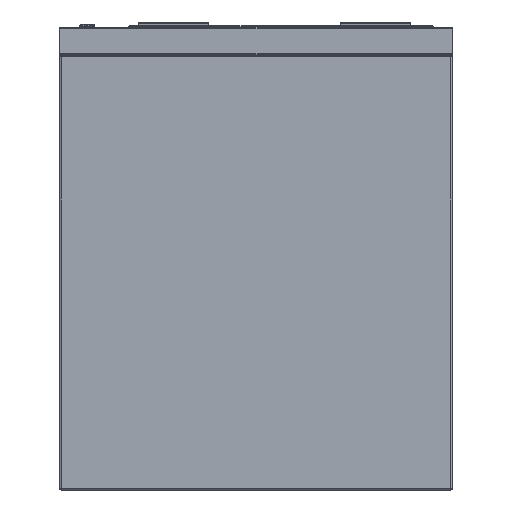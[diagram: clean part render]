
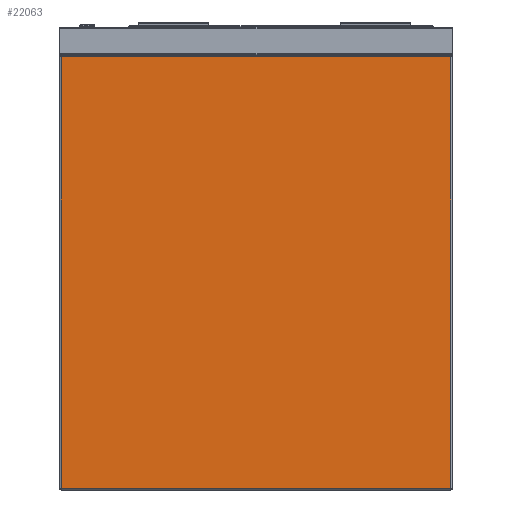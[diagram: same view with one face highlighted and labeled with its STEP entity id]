
A CAD part, left-side view. The second image highlights one B-rep face of the part: STEP entity #22063.
In plain terms, the highlighted planar face has unit normal (-1, 0, 0).
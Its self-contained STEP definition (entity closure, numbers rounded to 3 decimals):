
#497 = DIRECTION ( 'NONE',  ( 0., -1., 0. ) ) ;
#3772 = DIRECTION ( 'NONE',  ( 0., 0., 1. ) ) ;
#4943 = EDGE_LOOP ( 'NONE', ( #15991, #12560, #14728, #35533 ) ) ;
#5369 = VECTOR ( 'NONE', #33594, 1000. ) ;
#7121 = DIRECTION ( 'NONE',  ( 0., 0., -1. ) ) ;
#7133 = VERTEX_POINT ( 'NONE', #29703 ) ;
#10881 = LINE ( 'NONE', #13849, #5369 ) ;
#11672 = EDGE_CURVE ( 'NONE', #27591, #15487, #31266, .T. ) ;
#12178 = FACE_OUTER_BOUND ( 'NONE', #4943, .T. ) ;
#12236 = CARTESIAN_POINT ( 'NONE',  ( -660., -280., -658. ) ) ;
#12547 = DIRECTION ( 'NONE',  ( -1., 0., 0. ) ) ;
#12560 = ORIENTED_EDGE ( 'NONE', *, *, #19832, .T. ) ;
#12730 = AXIS2_PLACEMENT_3D ( 'NONE', #23530, #12547, #3772 ) ;
#13004 = EDGE_CURVE ( 'NONE', #15487, #29603, #15265, .T. ) ;
#13849 = CARTESIAN_POINT ( 'NONE',  ( -660., 280., -42. ) ) ;
#14728 = ORIENTED_EDGE ( 'NONE', *, *, #23144, .T. ) ;
#15265 = LINE ( 'NONE', #30160, #28879 ) ;
#15487 = VERTEX_POINT ( 'NONE', #28399 ) ;
#15991 = ORIENTED_EDGE ( 'NONE', *, *, #13004, .T. ) ;
#19832 = EDGE_CURVE ( 'NONE', #29603, #7133, #10881, .T. ) ;
#21107 = PLANE ( 'NONE',  #12730 ) ;
#21305 = LINE ( 'NONE', #32662, #24664 ) ;
#21713 = CARTESIAN_POINT ( 'NONE',  ( -660., 278., -658. ) ) ;
#22063 = ADVANCED_FACE ( 'Fl�che7', ( #12178 ), #21107, .T. ) ;
#23144 = EDGE_CURVE ( 'NONE', #7133, #27591, #21305, .T. ) ;
#23530 = CARTESIAN_POINT ( 'NONE',  ( -660., -280., -660. ) ) ;
#24009 = DIRECTION ( 'NONE',  ( 0., 0., 1. ) ) ;
#24664 = VECTOR ( 'NONE', #7121, 1000. ) ;
#27591 = VERTEX_POINT ( 'NONE', #21713 ) ;
#28399 = CARTESIAN_POINT ( 'NONE',  ( -660., -278., -658. ) ) ;
#28879 = VECTOR ( 'NONE', #24009, 1000. ) ;
#29603 = VERTEX_POINT ( 'NONE', #32451 ) ;
#29703 = CARTESIAN_POINT ( 'NONE',  ( -660., 278., -42. ) ) ;
#30160 = CARTESIAN_POINT ( 'NONE',  ( -660., -278., -660. ) ) ;
#31266 = LINE ( 'NONE', #12236, #33561 ) ;
#32451 = CARTESIAN_POINT ( 'NONE',  ( -660., -278., -42. ) ) ;
#32662 = CARTESIAN_POINT ( 'NONE',  ( -660., 278., -660. ) ) ;
#33561 = VECTOR ( 'NONE', #497, 1000. ) ;
#33594 = DIRECTION ( 'NONE',  ( 0., 1., 0. ) ) ;
#35533 = ORIENTED_EDGE ( 'NONE', *, *, #11672, .T. ) ;
